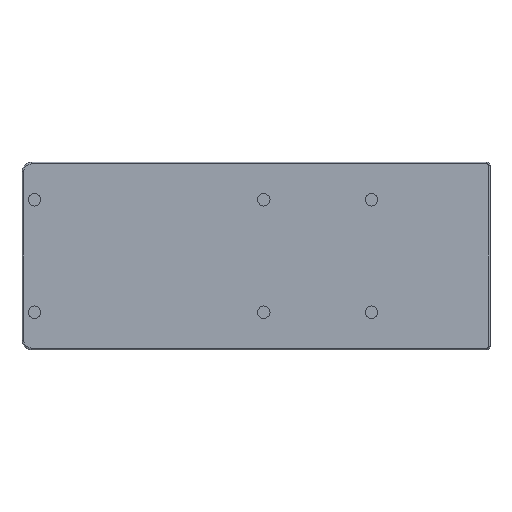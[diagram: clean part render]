
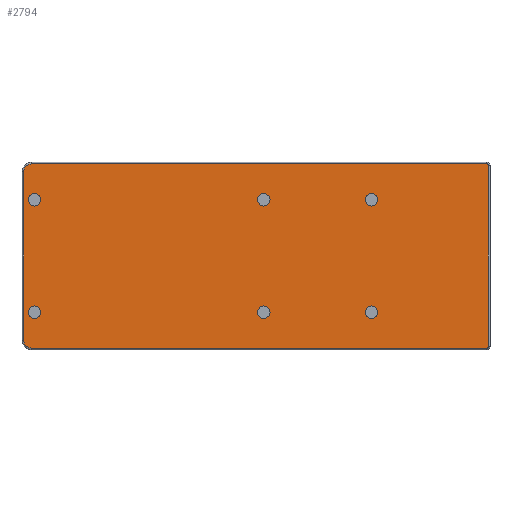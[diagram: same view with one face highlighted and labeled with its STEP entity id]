
A CAD part, front view. The second image highlights one B-rep face of the part: STEP entity #2794.
In plain terms, the highlighted planar face has unit normal (0, -1, 0).
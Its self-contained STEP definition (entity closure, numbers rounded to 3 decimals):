
#93=CARTESIAN_POINT('',(-71.,-9.35,-18.));
#94=DIRECTION('',(0.,1.,0.));
#95=DIRECTION('',(1.,0.,0.));
#96=AXIS2_PLACEMENT_3D('',#93,#94,#95);
#101=CARTESIAN_POINT('',(-71.,-9.35,-18.));
#102=DIRECTION('',(0.,1.,0.));
#103=DIRECTION('',(-1.,0.,0.));
#104=AXIS2_PLACEMENT_3D('',#101,#102,#103);
#109=CARTESIAN_POINT('',(-71.,-9.35,18.));
#110=DIRECTION('',(0.,1.,0.));
#111=DIRECTION('',(1.,0.,0.));
#112=AXIS2_PLACEMENT_3D('',#109,#110,#111);
#117=CARTESIAN_POINT('',(-71.,-9.35,18.));
#118=DIRECTION('',(0.,1.,0.));
#119=DIRECTION('',(-1.,0.,0.));
#120=AXIS2_PLACEMENT_3D('',#117,#118,#119);
#125=CARTESIAN_POINT('',(2.5,-9.35,-18.));
#126=DIRECTION('',(0.,-1.,0.));
#127=DIRECTION('',(-1.,0.,0.));
#128=AXIS2_PLACEMENT_3D('',#125,#126,#127);
#133=CARTESIAN_POINT('',(2.5,-9.35,-18.));
#134=DIRECTION('',(0.,-1.,0.));
#135=DIRECTION('',(1.,0.,0.));
#136=AXIS2_PLACEMENT_3D('',#133,#134,#135);
#141=CARTESIAN_POINT('',(2.5,-9.35,18.));
#142=DIRECTION('',(0.,-1.,0.));
#143=DIRECTION('',(-1.,0.,0.));
#144=AXIS2_PLACEMENT_3D('',#141,#142,#143);
#149=CARTESIAN_POINT('',(2.5,-9.35,18.));
#150=DIRECTION('',(0.,-1.,0.));
#151=DIRECTION('',(1.,0.,0.));
#152=AXIS2_PLACEMENT_3D('',#149,#150,#151);
#157=CARTESIAN_POINT('',(37.,-9.35,-18.));
#158=DIRECTION('',(0.,-1.,0.));
#159=DIRECTION('',(-1.,0.,0.));
#160=AXIS2_PLACEMENT_3D('',#157,#158,#159);
#165=CARTESIAN_POINT('',(37.,-9.35,-18.));
#166=DIRECTION('',(0.,-1.,0.));
#167=DIRECTION('',(1.,0.,0.));
#168=AXIS2_PLACEMENT_3D('',#165,#166,#167);
#173=CARTESIAN_POINT('',(37.,-9.35,18.));
#174=DIRECTION('',(0.,-1.,0.));
#175=DIRECTION('',(-1.,0.,0.));
#176=AXIS2_PLACEMENT_3D('',#173,#174,#175);
#181=CARTESIAN_POINT('',(37.,-9.35,18.));
#182=DIRECTION('',(0.,-1.,0.));
#183=DIRECTION('',(1.,0.,0.));
#184=AXIS2_PLACEMENT_3D('',#181,#182,#183);
#189=DIRECTION('',(0.,0.,1.));
#190=VECTOR('',#189,58.);
#191=CARTESIAN_POINT('',(74.5,-9.35,-29.));
#192=LINE('',#191,#190);
#196=CARTESIAN_POINT('',(74.,-9.35,-29.));
#197=DIRECTION('',(0.,-1.,0.));
#198=DIRECTION('',(0.,0.,-1.));
#199=AXIS2_PLACEMENT_3D('',#196,#197,#198);
#204=DIRECTION('',(1.,0.,0.));
#205=VECTOR('',#204,146.);
#206=CARTESIAN_POINT('',(-72.,-9.35,-29.5));
#207=LINE('',#206,#205);
#211=CARTESIAN_POINT('',(-72.,-9.35,-27.));
#212=DIRECTION('',(0.,-1.,0.));
#213=DIRECTION('',(-1.,0.,0.));
#214=AXIS2_PLACEMENT_3D('',#211,#212,#213);
#219=DIRECTION('',(0.,0.,-1.));
#220=VECTOR('',#219,54.);
#221=CARTESIAN_POINT('',(-74.5,-9.35,27.));
#222=LINE('',#221,#220);
#226=CARTESIAN_POINT('',(-72.,-9.35,27.));
#227=DIRECTION('',(0.,-1.,0.));
#228=DIRECTION('',(0.,0.,1.));
#229=AXIS2_PLACEMENT_3D('',#226,#227,#228);
#234=DIRECTION('',(-1.,0.,0.));
#235=VECTOR('',#234,146.);
#236=CARTESIAN_POINT('',(74.,-9.35,29.5));
#237=LINE('',#236,#235);
#241=CARTESIAN_POINT('',(74.,-9.35,29.));
#242=DIRECTION('',(0.,-1.,0.));
#243=DIRECTION('',(1.,0.,0.));
#244=AXIS2_PLACEMENT_3D('',#241,#242,#243);
#2333=CARTESIAN_POINT('',(-69.,-9.35,-18.));
#2334=CARTESIAN_POINT('',(-73.,-9.35,-18.));
#2335=VERTEX_POINT('',#2333);
#2336=VERTEX_POINT('',#2334);
#2337=CARTESIAN_POINT('',(-69.,-9.35,18.));
#2338=CARTESIAN_POINT('',(-73.,-9.35,18.));
#2339=VERTEX_POINT('',#2337);
#2340=VERTEX_POINT('',#2338);
#2341=CARTESIAN_POINT('',(74.5,-9.35,-29.));
#2342=CARTESIAN_POINT('',(74.5,-9.35,29.));
#2343=VERTEX_POINT('',#2341);
#2344=VERTEX_POINT('',#2342);
#2349=CARTESIAN_POINT('',(74.,-9.35,29.5));
#2350=VERTEX_POINT('',#2349);
#2353=CARTESIAN_POINT('',(-72.,-9.35,29.5));
#2354=VERTEX_POINT('',#2353);
#2357=CARTESIAN_POINT('',(-74.5,-9.35,27.));
#2358=VERTEX_POINT('',#2357);
#2361=CARTESIAN_POINT('',(-74.5,-9.35,-27.));
#2362=VERTEX_POINT('',#2361);
#2365=CARTESIAN_POINT('',(-72.,-9.35,-29.5));
#2366=VERTEX_POINT('',#2365);
#2369=CARTESIAN_POINT('',(74.,-9.35,-29.5));
#2370=VERTEX_POINT('',#2369);
#2461=CARTESIAN_POINT('',(0.5,-9.35,-18.));
#2462=CARTESIAN_POINT('',(4.5,-9.35,-18.));
#2463=VERTEX_POINT('',#2461);
#2464=VERTEX_POINT('',#2462);
#2465=CARTESIAN_POINT('',(0.5,-9.35,18.));
#2466=CARTESIAN_POINT('',(4.5,-9.35,18.));
#2467=VERTEX_POINT('',#2465);
#2468=VERTEX_POINT('',#2466);
#2477=CARTESIAN_POINT('',(35.,-9.35,-18.));
#2478=CARTESIAN_POINT('',(39.,-9.35,-18.));
#2479=VERTEX_POINT('',#2477);
#2480=VERTEX_POINT('',#2478);
#2481=CARTESIAN_POINT('',(35.,-9.35,18.));
#2482=CARTESIAN_POINT('',(39.,-9.35,18.));
#2483=VERTEX_POINT('',#2481);
#2484=VERTEX_POINT('',#2482);
#2736=CARTESIAN_POINT('',(-75.,-9.35,30.));
#2737=DIRECTION('',(0.,-1.,0.));
#2738=DIRECTION('',(1.,0.,0.));
#2739=AXIS2_PLACEMENT_3D('',#2736,#2737,#2738);
#2740=PLANE('',#2739);
#2742=ORIENTED_EDGE('',*,*,#2741,.F.);
#2744=ORIENTED_EDGE('',*,*,#2743,.F.);
#2746=ORIENTED_EDGE('',*,*,#2745,.F.);
#2748=ORIENTED_EDGE('',*,*,#2747,.F.);
#2750=ORIENTED_EDGE('',*,*,#2749,.F.);
#2752=ORIENTED_EDGE('',*,*,#2751,.F.);
#2753=ORIENTED_EDGE('',*,*,#2726,.F.);
#2755=ORIENTED_EDGE('',*,*,#2754,.F.);
#2756=EDGE_LOOP('',(#2742,#2744,#2746,#2748,#2750,#2752,#2753,#2755));
#2757=FACE_OUTER_BOUND('',#2756,.F.);
#2759=ORIENTED_EDGE('',*,*,#2758,.F.);
#2761=ORIENTED_EDGE('',*,*,#2760,.F.);
#2762=EDGE_LOOP('',(#2759,#2761));
#2763=FACE_BOUND('',#2762,.F.);
#2765=ORIENTED_EDGE('',*,*,#2764,.F.);
#2767=ORIENTED_EDGE('',*,*,#2766,.F.);
#2768=EDGE_LOOP('',(#2765,#2767));
#2769=FACE_BOUND('',#2768,.F.);
#2771=ORIENTED_EDGE('',*,*,#2770,.T.);
#2773=ORIENTED_EDGE('',*,*,#2772,.T.);
#2774=EDGE_LOOP('',(#2771,#2773));
#2775=FACE_BOUND('',#2774,.F.);
#2777=ORIENTED_EDGE('',*,*,#2776,.T.);
#2779=ORIENTED_EDGE('',*,*,#2778,.T.);
#2780=EDGE_LOOP('',(#2777,#2779));
#2781=FACE_BOUND('',#2780,.F.);
#2783=ORIENTED_EDGE('',*,*,#2782,.T.);
#2785=ORIENTED_EDGE('',*,*,#2784,.T.);
#2786=EDGE_LOOP('',(#2783,#2785));
#2787=FACE_BOUND('',#2786,.F.);
#2789=ORIENTED_EDGE('',*,*,#2788,.T.);
#2791=ORIENTED_EDGE('',*,*,#2790,.T.);
#2792=EDGE_LOOP('',(#2789,#2791));
#2793=FACE_BOUND('',#2792,.F.);
#2794=ADVANCED_FACE('',(#2757,#2763,#2769,#2775,#2781,#2787,#2793),#2740,.T.);
#97=CIRCLE('',#96,2.);
#105=CIRCLE('',#104,2.);
#113=CIRCLE('',#112,2.);
#121=CIRCLE('',#120,2.);
#129=CIRCLE('',#128,2.);
#137=CIRCLE('',#136,2.);
#145=CIRCLE('',#144,2.);
#153=CIRCLE('',#152,2.);
#161=CIRCLE('',#160,2.);
#169=CIRCLE('',#168,2.);
#177=CIRCLE('',#176,2.);
#185=CIRCLE('',#184,2.);
#200=CIRCLE('',#199,0.5);
#215=CIRCLE('',#214,2.5);
#230=CIRCLE('',#229,2.5);
#245=CIRCLE('',#244,0.5);
#2726=EDGE_CURVE('',#2350,#2354,#237,.T.);
#2741=EDGE_CURVE('',#2343,#2344,#192,.T.);
#2743=EDGE_CURVE('',#2370,#2343,#200,.T.);
#2745=EDGE_CURVE('',#2366,#2370,#207,.T.);
#2747=EDGE_CURVE('',#2362,#2366,#215,.T.);
#2749=EDGE_CURVE('',#2358,#2362,#222,.T.);
#2751=EDGE_CURVE('',#2354,#2358,#230,.T.);
#2754=EDGE_CURVE('',#2344,#2350,#245,.T.);
#2758=EDGE_CURVE('',#2335,#2336,#97,.T.);
#2760=EDGE_CURVE('',#2336,#2335,#105,.T.);
#2764=EDGE_CURVE('',#2339,#2340,#113,.T.);
#2766=EDGE_CURVE('',#2340,#2339,#121,.T.);
#2770=EDGE_CURVE('',#2463,#2464,#129,.T.);
#2772=EDGE_CURVE('',#2464,#2463,#137,.T.);
#2776=EDGE_CURVE('',#2467,#2468,#145,.T.);
#2778=EDGE_CURVE('',#2468,#2467,#153,.T.);
#2782=EDGE_CURVE('',#2479,#2480,#161,.T.);
#2784=EDGE_CURVE('',#2480,#2479,#169,.T.);
#2788=EDGE_CURVE('',#2483,#2484,#177,.T.);
#2790=EDGE_CURVE('',#2484,#2483,#185,.T.);
